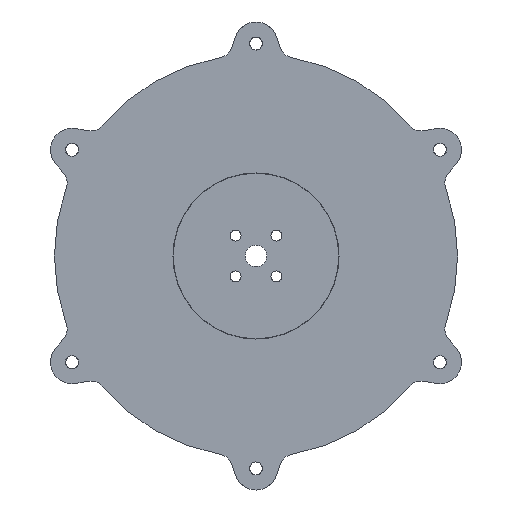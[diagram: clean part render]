
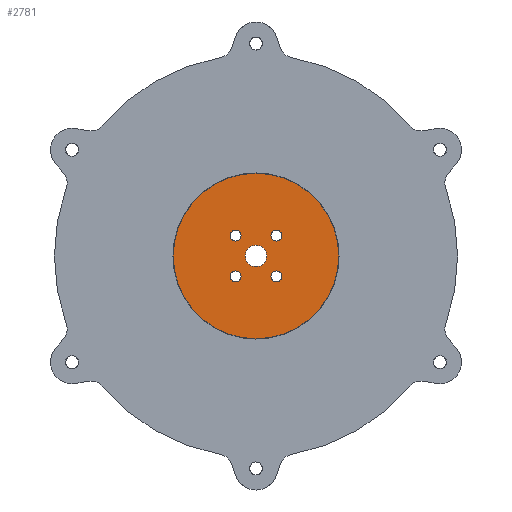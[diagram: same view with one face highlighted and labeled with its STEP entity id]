
A CAD part, front view. The second image highlights one B-rep face of the part: STEP entity #2781.
In plain terms, the highlighted planar face has unit normal (0, -1, 0).
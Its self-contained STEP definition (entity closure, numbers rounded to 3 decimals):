
#222=FACE_BOUND('',#545,.T.);
#223=FACE_BOUND('',#546,.T.);
#224=FACE_BOUND('',#547,.T.);
#225=FACE_BOUND('',#548,.T.);
#226=FACE_BOUND('',#549,.T.);
#357=FACE_OUTER_BOUND('',#544,.T.);
#544=EDGE_LOOP('',(#2466,#2467));
#545=EDGE_LOOP('',(#2468,#2469));
#546=EDGE_LOOP('',(#2470,#2471));
#547=EDGE_LOOP('',(#2472,#2473));
#548=EDGE_LOOP('',(#2474,#2475));
#549=EDGE_LOOP('',(#2476,#2477));
#1069=CIRCLE('',#3113,3.);
#1070=CIRCLE('',#3114,3.);
#1071=CIRCLE('',#3116,23.);
#1072=CIRCLE('',#3117,23.);
#1073=CIRCLE('',#3118,1.5);
#1074=CIRCLE('',#3119,1.5);
#1075=CIRCLE('',#3120,1.5);
#1076=CIRCLE('',#3121,1.5);
#1077=CIRCLE('',#3122,1.5);
#1078=CIRCLE('',#3123,1.5);
#1079=CIRCLE('',#3124,1.5);
#1080=CIRCLE('',#3125,1.5);
#1336=VERTEX_POINT('',#5979);
#1337=VERTEX_POINT('',#5980);
#1338=VERTEX_POINT('',#5985);
#1339=VERTEX_POINT('',#5986);
#1340=VERTEX_POINT('',#5989);
#1341=VERTEX_POINT('',#5990);
#1342=VERTEX_POINT('',#5993);
#1343=VERTEX_POINT('',#5994);
#1344=VERTEX_POINT('',#5997);
#1345=VERTEX_POINT('',#5998);
#1346=VERTEX_POINT('',#6001);
#1347=VERTEX_POINT('',#6002);
#1725=EDGE_CURVE('',#1336,#1337,#1069,.T.);
#1727=EDGE_CURVE('',#1337,#1336,#1070,.T.);
#1728=EDGE_CURVE('',#1338,#1339,#1071,.T.);
#1729=EDGE_CURVE('',#1339,#1338,#1072,.T.);
#1730=EDGE_CURVE('',#1340,#1341,#1073,.T.);
#1731=EDGE_CURVE('',#1341,#1340,#1074,.T.);
#1732=EDGE_CURVE('',#1342,#1343,#1075,.T.);
#1733=EDGE_CURVE('',#1343,#1342,#1076,.T.);
#1734=EDGE_CURVE('',#1344,#1345,#1077,.T.);
#1735=EDGE_CURVE('',#1345,#1344,#1078,.T.);
#1736=EDGE_CURVE('',#1346,#1347,#1079,.T.);
#1737=EDGE_CURVE('',#1347,#1346,#1080,.T.);
#2466=ORIENTED_EDGE('',*,*,#1728,.F.);
#2467=ORIENTED_EDGE('',*,*,#1729,.F.);
#2468=ORIENTED_EDGE('',*,*,#1725,.F.);
#2469=ORIENTED_EDGE('',*,*,#1727,.F.);
#2470=ORIENTED_EDGE('',*,*,#1730,.F.);
#2471=ORIENTED_EDGE('',*,*,#1731,.F.);
#2472=ORIENTED_EDGE('',*,*,#1732,.F.);
#2473=ORIENTED_EDGE('',*,*,#1733,.F.);
#2474=ORIENTED_EDGE('',*,*,#1734,.F.);
#2475=ORIENTED_EDGE('',*,*,#1735,.F.);
#2476=ORIENTED_EDGE('',*,*,#1736,.F.);
#2477=ORIENTED_EDGE('',*,*,#1737,.F.);
#2648=PLANE('',#3115);
#2781=ADVANCED_FACE('',(#357,#222,#223,#224,#225,#226),#2648,.T.);
#3113=AXIS2_PLACEMENT_3D('',#5981,#3882,#3883);
#3114=AXIS2_PLACEMENT_3D('',#5983,#3885,#3886);
#3115=AXIS2_PLACEMENT_3D('',#5984,#3887,#3888);
#3116=AXIS2_PLACEMENT_3D('',#5987,#3889,#3890);
#3117=AXIS2_PLACEMENT_3D('',#5988,#3891,#3892);
#3118=AXIS2_PLACEMENT_3D('',#5991,#3893,#3894);
#3119=AXIS2_PLACEMENT_3D('',#5992,#3895,#3896);
#3120=AXIS2_PLACEMENT_3D('',#5995,#3897,#3898);
#3121=AXIS2_PLACEMENT_3D('',#5996,#3899,#3900);
#3122=AXIS2_PLACEMENT_3D('',#5999,#3901,#3902);
#3123=AXIS2_PLACEMENT_3D('',#6000,#3903,#3904);
#3124=AXIS2_PLACEMENT_3D('',#6003,#3905,#3906);
#3125=AXIS2_PLACEMENT_3D('',#6004,#3907,#3908);
#3882=DIRECTION('center_axis',(0.,-1.,0.));
#3883=DIRECTION('ref_axis',(1.,0.,0.));
#3885=DIRECTION('center_axis',(0.,-1.,0.));
#3886=DIRECTION('ref_axis',(1.,0.,0.));
#3887=DIRECTION('center_axis',(0.,-1.,0.));
#3888=DIRECTION('ref_axis',(1.,0.,0.));
#3889=DIRECTION('center_axis',(0.,1.,0.));
#3890=DIRECTION('ref_axis',(-1.,0.,0.));
#3891=DIRECTION('center_axis',(0.,1.,0.));
#3892=DIRECTION('ref_axis',(-1.,0.,0.));
#3893=DIRECTION('center_axis',(0.,-1.,0.));
#3894=DIRECTION('ref_axis',(0.,0.,-1.));
#3895=DIRECTION('center_axis',(0.,-1.,0.));
#3896=DIRECTION('ref_axis',(0.,0.,-1.));
#3897=DIRECTION('center_axis',(0.,-1.,0.));
#3898=DIRECTION('ref_axis',(0.,0.,-1.));
#3899=DIRECTION('center_axis',(0.,-1.,0.));
#3900=DIRECTION('ref_axis',(0.,0.,-1.));
#3901=DIRECTION('center_axis',(0.,-1.,0.));
#3902=DIRECTION('ref_axis',(0.,0.,-1.));
#3903=DIRECTION('center_axis',(0.,-1.,0.));
#3904=DIRECTION('ref_axis',(0.,0.,-1.));
#3905=DIRECTION('center_axis',(0.,-1.,0.));
#3906=DIRECTION('ref_axis',(0.,0.,-1.));
#3907=DIRECTION('center_axis',(0.,-1.,0.));
#3908=DIRECTION('ref_axis',(0.,0.,-1.));
#5979=CARTESIAN_POINT('',(-3.,4.5,0.));
#5980=CARTESIAN_POINT('',(3.,4.5,0.));
#5981=CARTESIAN_POINT('Origin',(0.,4.5,0.));
#5983=CARTESIAN_POINT('Origin',(0.,4.5,0.));
#5984=CARTESIAN_POINT('Origin',(0.,4.5,0.));
#5985=CARTESIAN_POINT('',(23.,4.5,0.));
#5986=CARTESIAN_POINT('',(-23.,4.5,0.));
#5987=CARTESIAN_POINT('Origin',(0.,4.5,0.));
#5988=CARTESIAN_POINT('Origin',(0.,4.5,0.));
#5989=CARTESIAN_POINT('',(5.657,4.5,-4.157));
#5990=CARTESIAN_POINT('',(5.657,4.5,-7.157));
#5991=CARTESIAN_POINT('Origin',(5.657,4.5,-5.657));
#5992=CARTESIAN_POINT('Origin',(5.657,4.5,-5.657));
#5993=CARTESIAN_POINT('',(5.657,4.5,7.157));
#5994=CARTESIAN_POINT('',(5.657,4.5,4.157));
#5995=CARTESIAN_POINT('Origin',(5.657,4.5,5.657));
#5996=CARTESIAN_POINT('Origin',(5.657,4.5,5.657));
#5997=CARTESIAN_POINT('',(-5.657,4.5,7.157));
#5998=CARTESIAN_POINT('',(-5.657,4.5,4.157));
#5999=CARTESIAN_POINT('Origin',(-5.657,4.5,5.657));
#6000=CARTESIAN_POINT('Origin',(-5.657,4.5,5.657));
#6001=CARTESIAN_POINT('',(-5.657,4.5,-4.157));
#6002=CARTESIAN_POINT('',(-5.657,4.5,-7.157));
#6003=CARTESIAN_POINT('Origin',(-5.657,4.5,-5.657));
#6004=CARTESIAN_POINT('Origin',(-5.657,4.5,-5.657));
